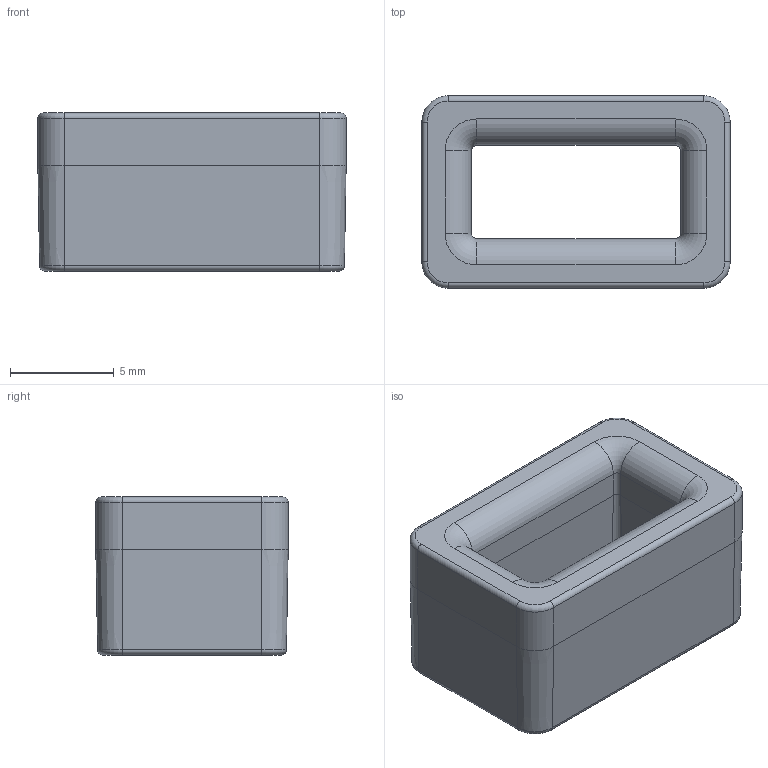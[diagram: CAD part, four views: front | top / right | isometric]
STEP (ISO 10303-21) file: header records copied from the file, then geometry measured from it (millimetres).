
FILE_DESCRIPTION(/* description */ (''),/* implementation_level */ '2;1');
FILE_NAME(/* name */ 'PANDUIT_CR4H',/* time_stamp */ '2010-12-10T13:12:35-06:00',/* author */ (''),/* organization */ (''),/* preprocessor_version */ 'ST-DEVELOPER v9',/* originating_system */ 'UGS - NX 3.0',/* authorisation */ '');
FILE_SCHEMA (('CONFIG_CONTROL_DESIGN'));
Length unit declared in the file: inch
Products named in the file (1): bwg250F87vr
Bounding box: 14.86 x 9.27 x 7.62 mm (x, y, z)
Volume: 655.2 mm3; surface area: 706.2 mm2
Topology: 1 solids, 1 shells, 66 faces, 144 edges, 80 vertices
Faces by surface type: cylinder 24, plane 18, torus 16, cone 8
Entity records: 1868 total; most frequent: DIRECTION 350, CARTESIAN_POINT 291, ORIENTED_EDGE 288, EDGE_CURVE 144, AXIS2_PLACEMENT_3D 139, VERTEX_POINT 80, LINE 72, VECTOR 72
